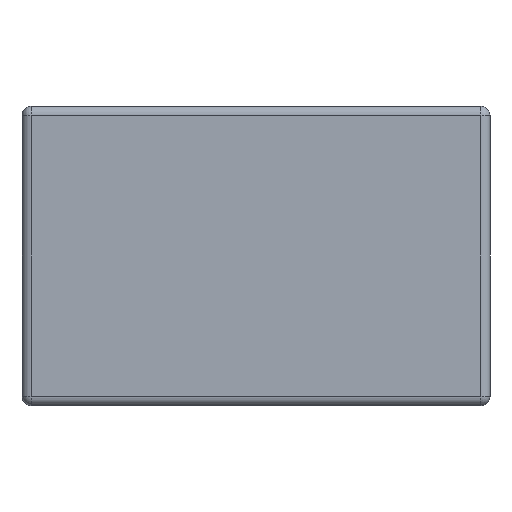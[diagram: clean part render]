
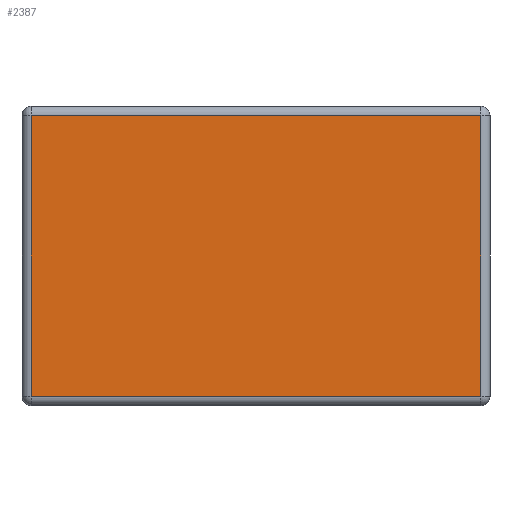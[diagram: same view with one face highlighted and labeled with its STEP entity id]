
A CAD part, left-side view. The second image highlights one B-rep face of the part: STEP entity #2387.
In plain terms, the highlighted planar face has unit normal (-1, 0, 0).
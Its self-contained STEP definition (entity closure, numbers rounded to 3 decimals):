
#205 = PLANE ( 'NONE',  #2473 ) ;
#318 = VECTOR ( 'NONE', #3994, 1000. ) ;
#573 = DIRECTION ( 'NONE',  ( 0., 0., 1. ) ) ;
#688 = LINE ( 'NONE', #2768, #318 ) ;
#803 = CARTESIAN_POINT ( 'NONE',  ( -1., 0.6, 0.025 ) ) ;
#855 = DIRECTION ( 'NONE',  ( -1., 0., 0. ) ) ;
#1088 = DIRECTION ( 'NONE',  ( 0., -1., 0. ) ) ;
#1102 = EDGE_CURVE ( 'NONE', #1432, #1142, #2404, .T. ) ;
#1142 = VERTEX_POINT ( 'NONE', #803 ) ;
#1317 = VECTOR ( 'NONE', #1088, 1000. ) ;
#1432 = VERTEX_POINT ( 'NONE', #1541 ) ;
#1541 = CARTESIAN_POINT ( 'NONE',  ( -1., 0.6, 0.775 ) ) ;
#1689 = EDGE_CURVE ( 'NONE', #3728, #3001, #688, .T. ) ;
#1846 = DIRECTION ( 'NONE',  ( 0., 1., 0. ) ) ;
#2387 = ADVANCED_FACE ( 'NONE', ( #2766 ), #205, .T. ) ;
#2404 = LINE ( 'NONE', #2733, #2484 ) ;
#2417 = EDGE_CURVE ( 'NONE', #3001, #1432, #2458, .T. ) ;
#2458 = LINE ( 'NONE', #2702, #4016 ) ;
#2473 = AXIS2_PLACEMENT_3D ( 'NONE', #3992, #855, #573 ) ;
#2484 = VECTOR ( 'NONE', #2983, 1000. ) ;
#2611 = CARTESIAN_POINT ( 'NONE',  ( -1., -0.625, 0.025 ) ) ;
#2702 = CARTESIAN_POINT ( 'NONE',  ( -1., 0., 0.775 ) ) ;
#2733 = CARTESIAN_POINT ( 'NONE',  ( -1., 0.6, 0. ) ) ;
#2752 = ORIENTED_EDGE ( 'NONE', *, *, #3939, .T. ) ;
#2766 = FACE_OUTER_BOUND ( 'NONE', #3941, .T. ) ;
#2768 = CARTESIAN_POINT ( 'NONE',  ( -1., -0.6, 0.8 ) ) ;
#2981 = LINE ( 'NONE', #2611, #1317 ) ;
#2983 = DIRECTION ( 'NONE',  ( 0., 0., -1. ) ) ;
#2993 = CARTESIAN_POINT ( 'NONE',  ( -1., -0.6, 0.025 ) ) ;
#3001 = VERTEX_POINT ( 'NONE', #3942 ) ;
#3442 = ORIENTED_EDGE ( 'NONE', *, *, #2417, .T. ) ;
#3695 = ORIENTED_EDGE ( 'NONE', *, *, #1102, .T. ) ;
#3728 = VERTEX_POINT ( 'NONE', #2993 ) ;
#3807 = ORIENTED_EDGE ( 'NONE', *, *, #1689, .T. ) ;
#3939 = EDGE_CURVE ( 'NONE', #1142, #3728, #2981, .T. ) ;
#3941 = EDGE_LOOP ( 'NONE', ( #3442, #3695, #2752, #3807 ) ) ;
#3942 = CARTESIAN_POINT ( 'NONE',  ( -1., -0.6, 0.775 ) ) ;
#3992 = CARTESIAN_POINT ( 'NONE',  ( -1., 0., 0.8 ) ) ;
#3994 = DIRECTION ( 'NONE',  ( 0., 0., 1. ) ) ;
#4016 = VECTOR ( 'NONE', #1846, 1000. ) ;
